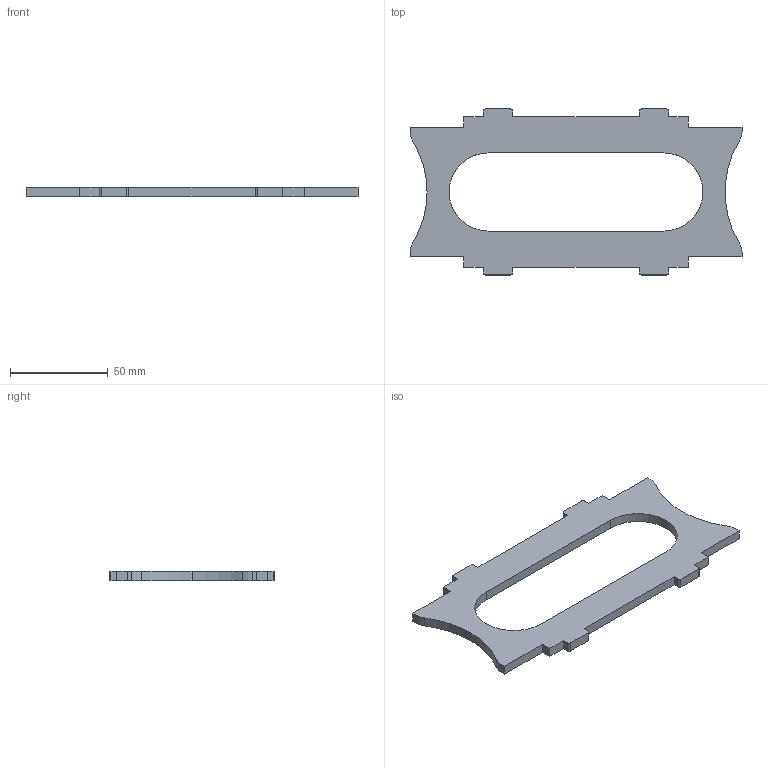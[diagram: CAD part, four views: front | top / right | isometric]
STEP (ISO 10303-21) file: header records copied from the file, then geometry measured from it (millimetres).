
FILE_DESCRIPTION (( 'STEP AP203' ), '1' );
FILE_NAME ('3927-40-25_REV_.step', '2026-02-22T20:38:00', ( '' ), ( '' ), 'SwSTEP 2.0', 'SolidWorks 2025', '' );
FILE_SCHEMA (( 'CONFIG_CONTROL_DESIGN' ));
Length unit declared in the file: millimetre
Products named in the file (1): 3927-40-25_REV_
Bounding box: 170 x 85 x 5 mm (x, y, z)
Volume: 36090.8 mm3; surface area: 18609.5 mm2
Topology: 1 solids, 1 shells, 52 faces, 150 edges, 100 vertices
Faces by surface type: plane 34, cylinder 18
Entity records: 1775 total; most frequent: CARTESIAN_POINT 319, ORIENTED_EDGE 300, DIRECTION 276, EDGE_CURVE 150, VERTEX_POINT 100, VECTOR 98, LINE 98, AXIS2_PLACEMENT_3D 89
